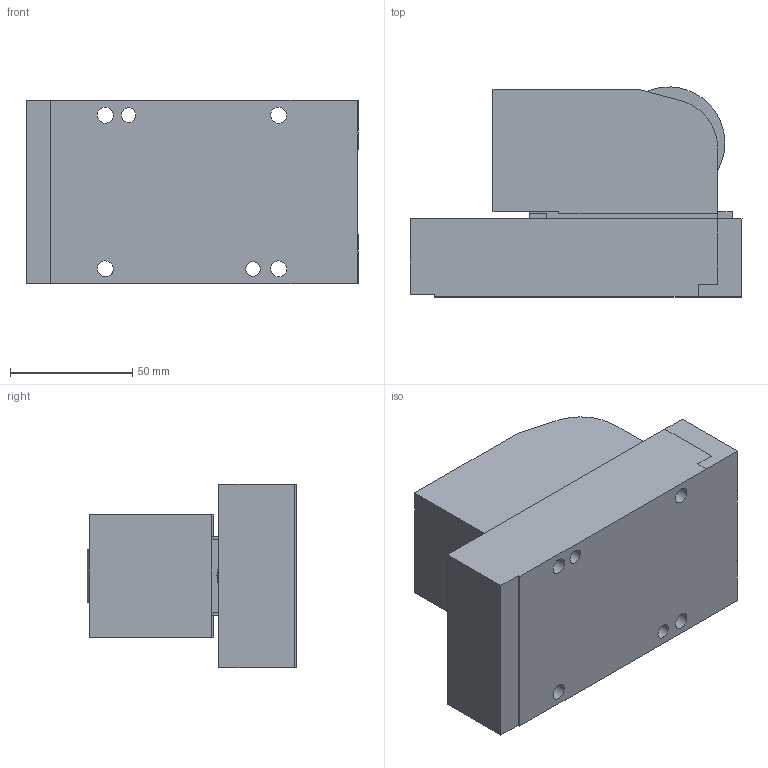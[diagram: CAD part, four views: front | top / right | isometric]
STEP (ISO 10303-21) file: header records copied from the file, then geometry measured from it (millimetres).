
FILE_DESCRIPTION(('CATIA V5 STEP Exchange'),'2;1');
FILE_NAME('CRCS_02000_35.stp','2016-07-15T09:48:27+00:00',('none'),('none'),'CATIA Version 5 Release 20 GA (IN-10)','CATIA V5 STEP AP203','none');
FILE_SCHEMA(('CONFIG_CONTROL_DESIGN'));
Length unit declared in the file: millimetre
Products named in the file (1): CRCS-02000-35
Bounding box: 136 x 85.98 x 75.01 mm (x, y, z)
Volume: 495898.3 mm3; surface area: 97380.6 mm2
Topology: 3 solids, 26 shells, 295 faces, 690 edges, 425 vertices
Faces by surface type: plane 148, cylinder 104, cone 34, torus 9
Entity records: 8222 total; most frequent: CARTESIAN_POINT 2075, ORIENTED_EDGE 1312, DIRECTION 1033, EDGE_CURVE 656, VERTEX_POINT 425, VECTOR 409, LINE 409, AXIS2_PLACEMENT_3D 397
